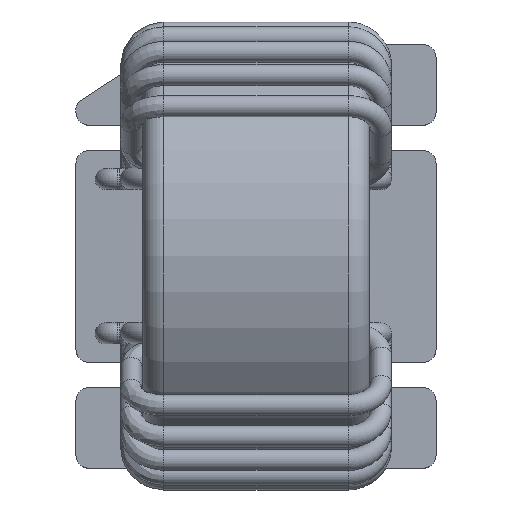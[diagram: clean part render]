
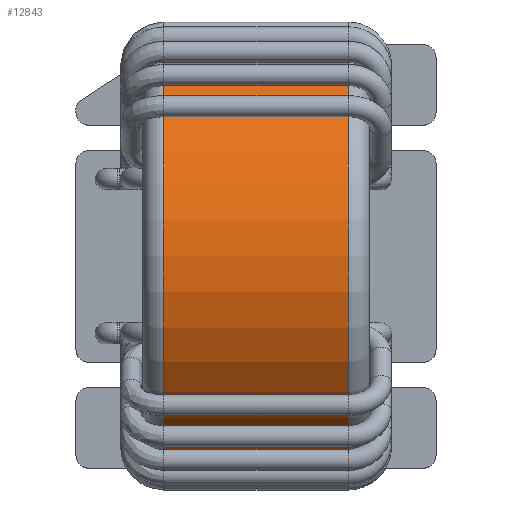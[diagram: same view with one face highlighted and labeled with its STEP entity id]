
A CAD part, top view. The second image highlights one B-rep face of the part: STEP entity #12843.
In plain terms, the highlighted cylindrical face has radius 10 mm (diameter 20 mm), a full revolution.
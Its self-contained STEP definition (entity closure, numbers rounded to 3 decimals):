
#12772 = VERTEX_POINT('',#12773);
#12773 = CARTESIAN_POINT('',(4.35,0.,26.6));
#12783 = EDGE_CURVE('',#12772,#12772,#12784,.T.);
#12784 = CIRCLE('',#12785,10.);
#12785 = AXIS2_PLACEMENT_3D('',#12786,#12787,#12788);
#12786 = CARTESIAN_POINT('',(4.35,0.,16.6));
#12787 = DIRECTION('',(-1.,0.,0.));
#12788 = DIRECTION('',(0.,0.,1.));
#12843 = ADVANCED_FACE('',(#12844),#12862,.T.);
#12844 = FACE_BOUND('',#12845,.T.);
#12845 = EDGE_LOOP('',(#12846,#12847,#12854,#12861));
#12846 = ORIENTED_EDGE('',*,*,#12783,.T.);
#12847 = ORIENTED_EDGE('',*,*,#12848,.F.);
#12848 = EDGE_CURVE('',#12849,#12772,#12851,.T.);
#12849 = VERTEX_POINT('',#12850);
#12850 = CARTESIAN_POINT('',(-4.35,0.,26.6));
#12851 = B_SPLINE_CURVE_WITH_KNOTS('',1,(#12852,#12853),.UNSPECIFIED.,
  .F.,.F.,(2,2),(-9.7,-1.),.PIECEWISE_BEZIER_KNOTS.);
#12852 = CARTESIAN_POINT('',(-4.35,0.,26.6));
#12853 = CARTESIAN_POINT('',(4.35,0.,26.6));
#12854 = ORIENTED_EDGE('',*,*,#12855,.F.);
#12855 = EDGE_CURVE('',#12849,#12849,#12856,.T.);
#12856 = CIRCLE('',#12857,10.);
#12857 = AXIS2_PLACEMENT_3D('',#12858,#12859,#12860);
#12858 = CARTESIAN_POINT('',(-4.35,0.,16.6));
#12859 = DIRECTION('',(-1.,0.,0.));
#12860 = DIRECTION('',(0.,0.,1.));
#12861 = ORIENTED_EDGE('',*,*,#12848,.T.);
#12862 = CYLINDRICAL_SURFACE('',#12863,10.);
#12863 = AXIS2_PLACEMENT_3D('',#12864,#12865,#12866);
#12864 = CARTESIAN_POINT('',(5.35,0.,16.6));
#12865 = DIRECTION('',(1.,0.,-0.));
#12866 = DIRECTION('',(0.,0.,1.));
